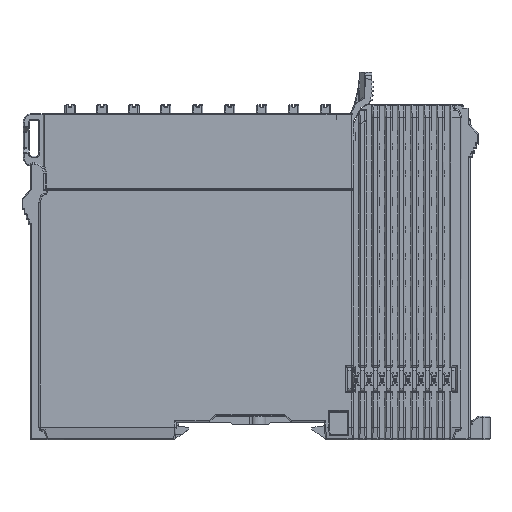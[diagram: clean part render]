
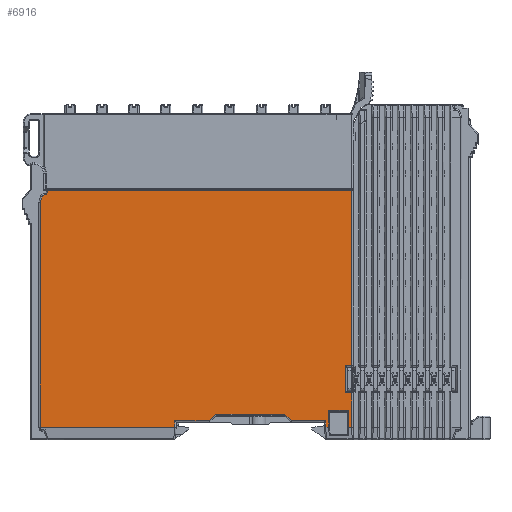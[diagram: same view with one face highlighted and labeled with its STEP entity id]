
A CAD part, top view. The second image highlights one B-rep face of the part: STEP entity #6916.
In plain terms, the highlighted planar face has unit normal (0, 0, 1).
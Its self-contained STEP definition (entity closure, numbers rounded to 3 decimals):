
#6916=ADVANCED_FACE('',(#17257),#13310,.T.);
#13310=PLANE('',#123628);
#17257=FACE_OUTER_BOUND('',#23600,.T.);
#23600=EDGE_LOOP('',(#33978,#33979,#33980,#33981,#33982,#33983,#33984,#33985,
#33986,#33987,#33988,#33989,#33990,#33991,#33992,#33993,#33994,#33995,#33996,
#33997,#33998,#33999,#34000,#34001,#34002));
#30251=CIRCLE('',#123627,0.7);
#33978=ORIENTED_EDGE('',*,*,#81473,.T.);
#33979=ORIENTED_EDGE('',*,*,#81474,.F.);
#33980=ORIENTED_EDGE('',*,*,#81475,.F.);
#33981=ORIENTED_EDGE('',*,*,#81476,.F.);
#33982=ORIENTED_EDGE('',*,*,#81477,.F.);
#33983=ORIENTED_EDGE('',*,*,#81478,.F.);
#33984=ORIENTED_EDGE('',*,*,#81479,.F.);
#33985=ORIENTED_EDGE('',*,*,#81480,.T.);
#33986=ORIENTED_EDGE('',*,*,#81481,.T.);
#33987=ORIENTED_EDGE('',*,*,#81482,.F.);
#33988=ORIENTED_EDGE('',*,*,#81483,.T.);
#33989=ORIENTED_EDGE('',*,*,#81484,.F.);
#33990=ORIENTED_EDGE('',*,*,#81485,.T.);
#33991=ORIENTED_EDGE('',*,*,#81486,.T.);
#33992=ORIENTED_EDGE('',*,*,#81487,.F.);
#33993=ORIENTED_EDGE('',*,*,#81488,.F.);
#33994=ORIENTED_EDGE('',*,*,#81489,.F.);
#33995=ORIENTED_EDGE('',*,*,#81490,.F.);
#33996=ORIENTED_EDGE('',*,*,#81491,.F.);
#33997=ORIENTED_EDGE('',*,*,#81492,.F.);
#33998=ORIENTED_EDGE('',*,*,#81493,.F.);
#33999=ORIENTED_EDGE('',*,*,#81494,.T.);
#34000=ORIENTED_EDGE('',*,*,#81495,.T.);
#34001=ORIENTED_EDGE('',*,*,#81496,.T.);
#34002=ORIENTED_EDGE('',*,*,#81497,.F.);
#69275=VERTEX_POINT('',#164765);
#69276=VERTEX_POINT('',#164766);
#69277=VERTEX_POINT('',#164768);
#69278=VERTEX_POINT('',#164770);
#69279=VERTEX_POINT('',#164772);
#69280=VERTEX_POINT('',#164774);
#69281=VERTEX_POINT('',#164776);
#69282=VERTEX_POINT('',#164778);
#69283=VERTEX_POINT('',#164780);
#69284=VERTEX_POINT('',#164782);
#69285=VERTEX_POINT('',#164784);
#69286=VERTEX_POINT('',#164786);
#69287=VERTEX_POINT('',#164788);
#69288=VERTEX_POINT('',#164790);
#69289=VERTEX_POINT('',#164792);
#69290=VERTEX_POINT('',#164794);
#69291=VERTEX_POINT('',#164796);
#69292=VERTEX_POINT('',#164798);
#69293=VERTEX_POINT('',#164800);
#69294=VERTEX_POINT('',#164802);
#69295=VERTEX_POINT('',#164804);
#69296=VERTEX_POINT('',#164806);
#69297=VERTEX_POINT('',#164808);
#69298=VERTEX_POINT('',#164810);
#69299=VERTEX_POINT('',#164812);
#81473=EDGE_CURVE('',#69275,#69276,#99728,.T.);
#81474=EDGE_CURVE('',#69277,#69276,#99729,.T.);
#81475=EDGE_CURVE('',#69278,#69277,#99730,.T.);
#81476=EDGE_CURVE('',#69279,#69278,#30251,.T.);
#81477=EDGE_CURVE('',#69280,#69279,#99731,.T.);
#81478=EDGE_CURVE('',#69281,#69280,#99732,.T.);
#81479=EDGE_CURVE('',#69282,#69281,#99733,.T.);
#81480=EDGE_CURVE('',#69282,#69283,#99734,.T.);
#81481=EDGE_CURVE('',#69283,#69284,#99735,.T.);
#81482=EDGE_CURVE('',#69285,#69284,#99736,.T.);
#81483=EDGE_CURVE('',#69285,#69286,#99737,.T.);
#81484=EDGE_CURVE('',#69287,#69286,#99738,.T.);
#81485=EDGE_CURVE('',#69287,#69288,#99739,.T.);
#81486=EDGE_CURVE('',#69288,#69289,#99740,.T.);
#81487=EDGE_CURVE('',#69290,#69289,#99741,.T.);
#81488=EDGE_CURVE('',#69291,#69290,#99742,.T.);
#81489=EDGE_CURVE('',#69292,#69291,#99743,.T.);
#81490=EDGE_CURVE('',#69293,#69292,#99744,.T.);
#81491=EDGE_CURVE('',#69294,#69293,#99745,.T.);
#81492=EDGE_CURVE('',#69295,#69294,#99746,.T.);
#81493=EDGE_CURVE('',#69296,#69295,#99747,.T.);
#81494=EDGE_CURVE('',#69296,#69297,#99748,.T.);
#81495=EDGE_CURVE('',#69297,#69298,#99749,.T.);
#81496=EDGE_CURVE('',#69298,#69299,#99750,.T.);
#81497=EDGE_CURVE('',#69275,#69299,#99751,.T.);
#99728=LINE('',#164764,#111990);
#99729=LINE('',#164767,#111991);
#99730=LINE('',#164769,#111992);
#99731=LINE('',#164773,#111993);
#99732=LINE('',#164775,#111994);
#99733=LINE('',#164777,#111995);
#99734=LINE('',#164779,#111996);
#99735=LINE('',#164781,#111997);
#99736=LINE('',#164783,#111998);
#99737=LINE('',#164785,#111999);
#99738=LINE('',#164787,#112000);
#99739=LINE('',#164789,#112001);
#99740=LINE('',#164791,#112002);
#99741=LINE('',#164793,#112003);
#99742=LINE('',#164795,#112004);
#99743=LINE('',#164797,#112005);
#99744=LINE('',#164799,#112006);
#99745=LINE('',#164801,#112007);
#99746=LINE('',#164803,#112008);
#99747=LINE('',#164805,#112009);
#99748=LINE('',#164807,#112010);
#99749=LINE('',#164809,#112011);
#99750=LINE('',#164811,#112012);
#99751=LINE('',#164813,#112013);
#111990=VECTOR('',#133706,1.);
#111991=VECTOR('',#133707,1.);
#111992=VECTOR('',#133708,1.);
#111993=VECTOR('',#133711,1.);
#111994=VECTOR('',#133712,1.);
#111995=VECTOR('',#133713,1.);
#111996=VECTOR('',#133714,1.);
#111997=VECTOR('',#133715,1.);
#111998=VECTOR('',#133716,1.);
#111999=VECTOR('',#133717,1.);
#112000=VECTOR('',#133718,1.);
#112001=VECTOR('',#133719,1.);
#112002=VECTOR('',#133720,1.);
#112003=VECTOR('',#133721,1.);
#112004=VECTOR('',#133722,1.);
#112005=VECTOR('',#133723,1.);
#112006=VECTOR('',#133724,1.);
#112007=VECTOR('',#133725,1.);
#112008=VECTOR('',#133726,1.);
#112009=VECTOR('',#133727,1.);
#112010=VECTOR('',#133728,1.);
#112011=VECTOR('',#133729,1.);
#112012=VECTOR('',#133730,1.);
#112013=VECTOR('',#133731,1.);
#123627=AXIS2_PLACEMENT_3D('',#164771,#133709,#133710);
#123628=AXIS2_PLACEMENT_3D('',#164814,#133732,#133733);
#133706=DIRECTION('',(-1.,0.,0.));
#133707=DIRECTION('',(0.316,0.949,0.));
#133708=DIRECTION('',(1.,0.,0.));
#133709=DIRECTION('',(0.,0.,-1.));
#133710=DIRECTION('',(-0.949,0.317,0.));
#133711=DIRECTION('',(0.316,0.949,0.));
#133712=DIRECTION('',(0.,1.,0.));
#133713=DIRECTION('',(-1.,0.,0.));
#133714=DIRECTION('',(0.,1.,0.));
#133715=DIRECTION('',(1.,0.,0.));
#133716=DIRECTION('',(-0.707,-0.707,0.));
#133717=DIRECTION('',(1.,0.,0.));
#133718=DIRECTION('',(-0.707,0.707,0.));
#133719=DIRECTION('',(1.,0.,0.));
#133720=DIRECTION('',(0.,-1.,0.));
#133721=DIRECTION('',(-1.,0.,0.));
#133722=DIRECTION('',(0.,-1.,0.));
#133723=DIRECTION('',(-1.,0.,0.));
#133724=DIRECTION('',(0.,1.,0.));
#133725=DIRECTION('',(-0.176,0.984,0.));
#133726=DIRECTION('',(-1.,0.,0.));
#133727=DIRECTION('',(0.,-1.,0.));
#133728=DIRECTION('',(-1.,0.,0.));
#133729=DIRECTION('',(0.,1.,0.));
#133730=DIRECTION('',(1.,0.,0.));
#133731=DIRECTION('',(0.,-1.,0.));
#133732=DIRECTION('',(0.,0.,1.));
#133733=DIRECTION('',(1.,0.,0.));
#164764=CARTESIAN_POINT('',(76.767,59.45,12.));
#164765=CARTESIAN_POINT('',(76.767,59.45,12.));
#164766=CARTESIAN_POINT('',(4.216,59.45,12.));
#164767=CARTESIAN_POINT('',(3.883,58.45,12.));
#164768=CARTESIAN_POINT('',(3.883,58.45,12.));
#164769=CARTESIAN_POINT('',(3.387,58.45,12.));
#164770=CARTESIAN_POINT('',(3.387,58.45,12.));
#164771=CARTESIAN_POINT('',(3.387,57.75,12.));
#164772=CARTESIAN_POINT('',(2.723,57.971,12.));
#164773=CARTESIAN_POINT('',(2.3,56.701,12.));
#164774=CARTESIAN_POINT('',(2.3,56.701,12.));
#164775=CARTESIAN_POINT('',(2.3,3.,12.));
#164776=CARTESIAN_POINT('',(2.3,3.,12.));
#164777=CARTESIAN_POINT('',(34.498,3.,12.));
#164778=CARTESIAN_POINT('',(34.498,3.,12.));
#164779=CARTESIAN_POINT('',(34.498,3.,12.));
#164780=CARTESIAN_POINT('',(34.498,4.5,12.));
#164781=CARTESIAN_POINT('',(34.498,4.5,12.));
#164782=CARTESIAN_POINT('',(42.675,4.5,12.));
#164783=CARTESIAN_POINT('',(44.275,6.1,12.));
#164784=CARTESIAN_POINT('',(44.275,6.1,12.));
#164785=CARTESIAN_POINT('',(44.275,6.1,12.));
#164786=CARTESIAN_POINT('',(60.723,6.1,12.));
#164787=CARTESIAN_POINT('',(62.323,4.5,12.));
#164788=CARTESIAN_POINT('',(62.323,4.5,12.));
#164789=CARTESIAN_POINT('',(62.323,4.5,12.));
#164790=CARTESIAN_POINT('',(70.498,4.5,12.));
#164791=CARTESIAN_POINT('',(70.498,4.5,12.));
#164792=CARTESIAN_POINT('',(70.498,3.,12.));
#164793=CARTESIAN_POINT('',(71.198,3.,12.));
#164794=CARTESIAN_POINT('',(71.198,3.,12.));
#164795=CARTESIAN_POINT('',(71.198,7.,12.));
#164796=CARTESIAN_POINT('',(71.198,7.,12.));
#164797=CARTESIAN_POINT('',(75.929,7.,12.));
#164798=CARTESIAN_POINT('',(75.929,7.,12.));
#164799=CARTESIAN_POINT('',(75.929,3.089,12.));
#164800=CARTESIAN_POINT('',(75.929,3.089,12.));
#164801=CARTESIAN_POINT('',(75.945,3.,12.));
#164802=CARTESIAN_POINT('',(75.945,3.,12.));
#164803=CARTESIAN_POINT('',(76.767,3.,12.));
#164804=CARTESIAN_POINT('',(76.767,3.,12.));
#164805=CARTESIAN_POINT('',(76.767,11.17,12.));
#164806=CARTESIAN_POINT('',(76.767,11.17,12.));
#164807=CARTESIAN_POINT('',(76.767,11.17,12.));
#164808=CARTESIAN_POINT('',(75.215,11.17,12.));
#164809=CARTESIAN_POINT('',(75.215,11.17,12.));
#164810=CARTESIAN_POINT('',(75.215,17.63,12.));
#164811=CARTESIAN_POINT('',(75.215,17.63,12.));
#164812=CARTESIAN_POINT('',(76.767,17.63,12.));
#164813=CARTESIAN_POINT('',(76.767,59.45,12.));
#164814=CARTESIAN_POINT('',(0.,0.,12.));
